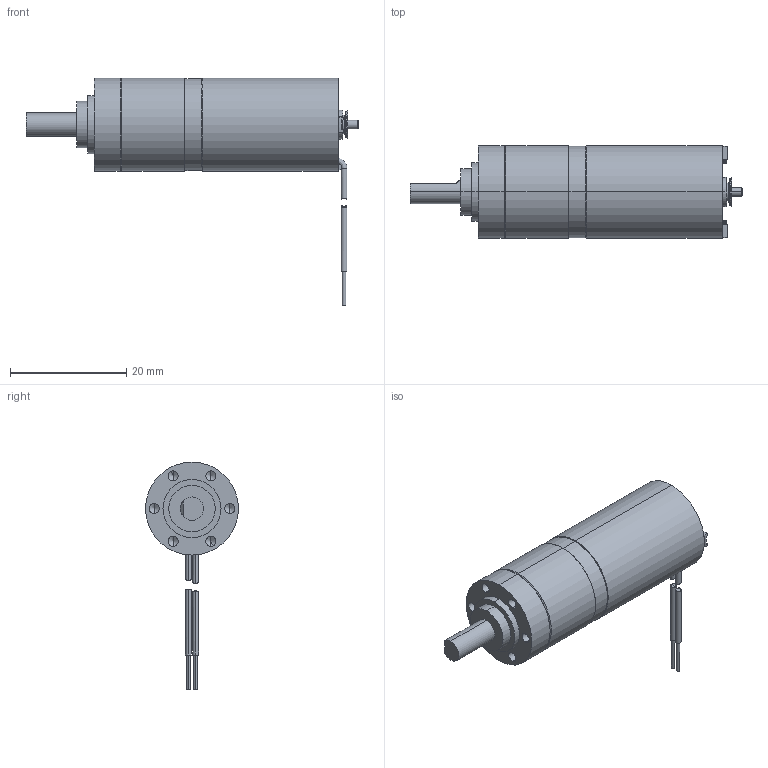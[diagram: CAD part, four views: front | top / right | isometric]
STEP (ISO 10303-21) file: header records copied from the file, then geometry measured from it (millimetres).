
FILE_DESCRIPTION (( 'STEP AP214' ), '1' );
FILE_NAME ('DCX16SG + GP16C-1étage.STEP', '2014-10-15T13:26:50', ( '' ), ( '' ), 'SwSTEP 2.0', 'SolidWorks 2013', '' );
FILE_SCHEMA (( 'AUTOMOTIVE_DESIGN' ));
Length unit declared in the file: millimetre
Products named in the file (23): 3; 19; 18; 17; 7; 16; 14; 5; 4; 13; 12; 11; DCX16SG; 10; 6; GP16C - 1st; 15; 1; DCX16SG + GP16C-1étage; 2; 9; 1577440; 8
Assembly tree (22 placements, depth 3):
  DCX16SG + GP16C-1étage
    GP16C - 1st
    DCX16SG
      10
      11
      12
      13
      4
      5
      14
      16
      17
      18
      19
      3
      7
      8
      1577440
      9
      2
      1
      15
      6
Bounding box: 57.15 x 16 x 39.2 mm (x, y, z)
Volume: 7664.1 mm3; surface area: 5670.3 mm2
Topology: 21 solids, 21 shells, 1044 faces, 2605 edges, 1657 vertices
Faces by surface type: plane 525, cylinder 297, cone 152, bspline 70
Entity records: 44613 total; most frequent: CARTESIAN_POINT 7607, DIRECTION 5287, ORIENTED_EDGE 5176, EDGE_CURVE 2588, AXIS2_PLACEMENT_3D 1797, VECTOR 1693, LINE 1693, VERTEX_POINT 1657
